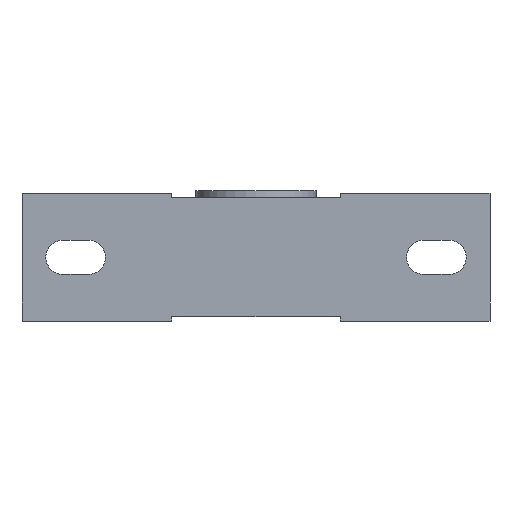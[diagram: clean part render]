
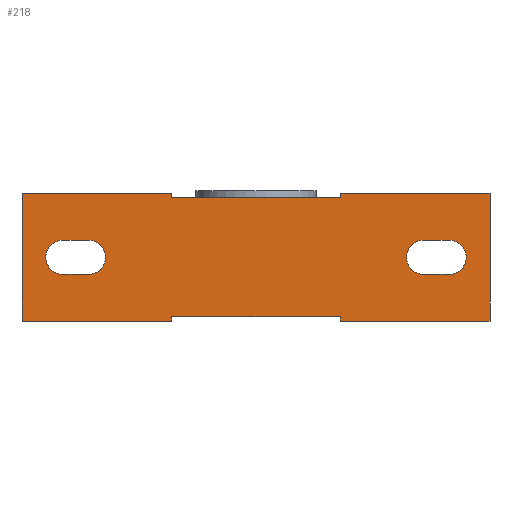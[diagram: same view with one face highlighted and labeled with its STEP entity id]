
A CAD part, front view. The second image highlights one B-rep face of the part: STEP entity #218.
In plain terms, the highlighted planar face has unit normal (0, -1, 0).
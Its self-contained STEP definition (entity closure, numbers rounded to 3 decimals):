
#218 = ADVANCED_FACE( '', ( #487, #488, #489 ), #490, .F. );
#487 = FACE_BOUND( '', #817, .T. );
#488 = FACE_BOUND( '', #818, .T. );
#489 = FACE_OUTER_BOUND( '', #819, .T. );
#490 = PLANE( '', #820 );
#817 = EDGE_LOOP( '', ( #1310, #1311, #1312, #1313 ) );
#818 = EDGE_LOOP( '', ( #1314, #1315, #1316, #1317 ) );
#819 = EDGE_LOOP( '', ( #1318, #1319, #1320, #1321, #1322, #1323, #1324, #1325, #1326, #1327, #1328, #1329 ) );
#820 = AXIS2_PLACEMENT_3D( '', #1330, #1331, #1332 );
#1310 = ORIENTED_EDGE( '', *, *, #1789, .T. );
#1311 = ORIENTED_EDGE( '', *, *, #1942, .T. );
#1312 = ORIENTED_EDGE( '', *, *, #1943, .T. );
#1313 = ORIENTED_EDGE( '', *, *, #1944, .T. );
#1314 = ORIENTED_EDGE( '', *, *, #1884, .T. );
#1315 = ORIENTED_EDGE( '', *, *, #1945, .T. );
#1316 = ORIENTED_EDGE( '', *, *, #1889, .T. );
#1317 = ORIENTED_EDGE( '', *, *, #1946, .T. );
#1318 = ORIENTED_EDGE( '', *, *, #1947, .F. );
#1319 = ORIENTED_EDGE( '', *, *, #1938, .F. );
#1320 = ORIENTED_EDGE( '', *, *, #1806, .F. );
#1321 = ORIENTED_EDGE( '', *, *, #1948, .F. );
#1322 = ORIENTED_EDGE( '', *, *, #1949, .F. );
#1323 = ORIENTED_EDGE( '', *, *, #1950, .F. );
#1324 = ORIENTED_EDGE( '', *, *, #1951, .F. );
#1325 = ORIENTED_EDGE( '', *, *, #1952, .F. );
#1326 = ORIENTED_EDGE( '', *, *, #1953, .F. );
#1327 = ORIENTED_EDGE( '', *, *, #1954, .F. );
#1328 = ORIENTED_EDGE( '', *, *, #1873, .F. );
#1329 = ORIENTED_EDGE( '', *, *, #1878, .F. );
#1330 = CARTESIAN_POINT( '', ( 0., -75., 0. ) );
#1331 = DIRECTION( '', ( 0., 1., 0. ) );
#1332 = DIRECTION( '', ( 0., 0., 1. ) );
#1789 = EDGE_CURVE( '', #2091, #2092, #2093, .T. );
#1806 = EDGE_CURVE( '', #2122, #2123, #2124, .T. );
#1873 = EDGE_CURVE( '', #2231, #2232, #2233, .T. );
#1878 = EDGE_CURVE( '', #2240, #2231, #2241, .T. );
#1884 = EDGE_CURVE( '', #2249, #2250, #2251, .T. );
#1889 = EDGE_CURVE( '', #2258, #2259, #2260, .T. );
#1938 = EDGE_CURVE( '', #2123, #2332, #2333, .T. );
#1942 = EDGE_CURVE( '', #2092, #2338, #2339, .T. );
#1943 = EDGE_CURVE( '', #2338, #2340, #2341, .T. );
#1944 = EDGE_CURVE( '', #2340, #2091, #2342, .T. );
#1945 = EDGE_CURVE( '', #2250, #2258, #2343, .T. );
#1946 = EDGE_CURVE( '', #2259, #2249, #2344, .T. );
#1947 = EDGE_CURVE( '', #2332, #2240, #2345, .T. );
#1948 = EDGE_CURVE( '', #2346, #2122, #2347, .T. );
#1949 = EDGE_CURVE( '', #2348, #2346, #2349, .T. );
#1950 = EDGE_CURVE( '', #2350, #2348, #2351, .T. );
#1951 = EDGE_CURVE( '', #2352, #2350, #2353, .T. );
#1952 = EDGE_CURVE( '', #2354, #2352, #2355, .T. );
#1953 = EDGE_CURVE( '', #2356, #2354, #2357, .T. );
#1954 = EDGE_CURVE( '', #2232, #2356, #2358, .T. );
#2091 = VERTEX_POINT( '', #2607 );
#2092 = VERTEX_POINT( '', #2608 );
#2093 = LINE( '', #2609, #2610 );
#2122 = VERTEX_POINT( '', #2650 );
#2123 = VERTEX_POINT( '', #2651 );
#2124 = LINE( '', #2652, #2653 );
#2231 = VERTEX_POINT( '', #2946 );
#2232 = VERTEX_POINT( '', #2947 );
#2233 = LINE( '', #2948, #2949 );
#2240 = VERTEX_POINT( '', #2959 );
#2241 = LINE( '', #2960, #2961 );
#2249 = VERTEX_POINT( '', #3054 );
#2250 = VERTEX_POINT( '', #3055 );
#2251 = LINE( '', #3056, #3057 );
#2258 = VERTEX_POINT( '', #3067 );
#2259 = VERTEX_POINT( '', #3068 );
#2260 = LINE( '', #3069, #3070 );
#2332 = VERTEX_POINT( '', #3176 );
#2333 = LINE( '', #3177, #3178 );
#2338 = VERTEX_POINT( '', #3185 );
#2339 = CIRCLE( '', #3186, 10. );
#2340 = VERTEX_POINT( '', #3187 );
#2341 = LINE( '', #3188, #3189 );
#2342 = CIRCLE( '', #3190, 10. );
#2343 = CIRCLE( '', #3191, 10. );
#2344 = CIRCLE( '', #3192, 10. );
#2345 = LINE( '', #3193, #3194 );
#2346 = VERTEX_POINT( '', #3195 );
#2347 = LINE( '', #3196, #3197 );
#2348 = VERTEX_POINT( '', #3198 );
#2349 = LINE( '', #3199, #3200 );
#2350 = VERTEX_POINT( '', #3201 );
#2351 = LINE( '', #3202, #3203 );
#2352 = VERTEX_POINT( '', #3204 );
#2353 = LINE( '', #3205, #3206 );
#2354 = VERTEX_POINT( '', #3207 );
#2355 = LINE( '', #3208, #3209 );
#2356 = VERTEX_POINT( '', #3210 );
#2357 = LINE( '', #3211, #3212 );
#2358 = LINE( '', #3213, #3214 );
#2607 = CARTESIAN_POINT( '', ( -98.5, -75., -10. ) );
#2608 = CARTESIAN_POINT( '', ( -113.5, -75., -10. ) );
#2609 = CARTESIAN_POINT( '', ( -98.5, -75., -10. ) );
#2610 = VECTOR( '', #3575, 1000. );
#2650 = CARTESIAN_POINT( '', ( -49.5, -75., -35. ) );
#2651 = CARTESIAN_POINT( '', ( -49.5, -75., -37.5 ) );
#2652 = CARTESIAN_POINT( '', ( -49.5, -75., -35. ) );
#2653 = VECTOR( '', #3593, 1000. );
#2946 = CARTESIAN_POINT( '', ( -49.5, -75., 37.5 ) );
#2947 = CARTESIAN_POINT( '', ( -49.5, -75., 35. ) );
#2948 = CARTESIAN_POINT( '', ( -49.5, -75., 37.5 ) );
#2949 = VECTOR( '', #3667, 1000. );
#2959 = CARTESIAN_POINT( '', ( -137.5, -75., 37.5 ) );
#2960 = CARTESIAN_POINT( '', ( -137.5, -75., 37.5 ) );
#2961 = VECTOR( '', #3671, 1000. );
#3054 = CARTESIAN_POINT( '', ( 113.5, -75., -10. ) );
#3055 = CARTESIAN_POINT( '', ( 98.5, -75., -10. ) );
#3056 = CARTESIAN_POINT( '', ( 113.5, -75., -10. ) );
#3057 = VECTOR( '', #3674, 1000. );
#3067 = CARTESIAN_POINT( '', ( 98.5, -75., 10. ) );
#3068 = CARTESIAN_POINT( '', ( 113.5, -75., 10. ) );
#3069 = CARTESIAN_POINT( '', ( 98.5, -75., 10. ) );
#3070 = VECTOR( '', #3678, 1000. );
#3176 = CARTESIAN_POINT( '', ( -137.5, -75., -37.5 ) );
#3177 = CARTESIAN_POINT( '', ( -49.5, -75., -37.5 ) );
#3178 = VECTOR( '', #3727, 1000. );
#3185 = CARTESIAN_POINT( '', ( -113.5, -75., 10. ) );
#3186 = AXIS2_PLACEMENT_3D( '', #3730, #3731, #3732 );
#3187 = CARTESIAN_POINT( '', ( -98.5, -75., 10. ) );
#3188 = CARTESIAN_POINT( '', ( -113.5, -75., 10. ) );
#3189 = VECTOR( '', #3733, 1000. );
#3190 = AXIS2_PLACEMENT_3D( '', #3734, #3735, #3736 );
#3191 = AXIS2_PLACEMENT_3D( '', #3737, #3738, #3739 );
#3192 = AXIS2_PLACEMENT_3D( '', #3740, #3741, #3742 );
#3193 = CARTESIAN_POINT( '', ( -137.5, -75., -37.5 ) );
#3194 = VECTOR( '', #3743, 1000. );
#3195 = CARTESIAN_POINT( '', ( 49.5, -75., -35. ) );
#3196 = CARTESIAN_POINT( '', ( 49.5, -75., -35. ) );
#3197 = VECTOR( '', #3744, 1000. );
#3198 = CARTESIAN_POINT( '', ( 49.5, -75., -37.5 ) );
#3199 = CARTESIAN_POINT( '', ( 49.5, -75., -37.5 ) );
#3200 = VECTOR( '', #3745, 1000. );
#3201 = CARTESIAN_POINT( '', ( 137.5, -75., -37.5 ) );
#3202 = CARTESIAN_POINT( '', ( 137.5, -75., -37.5 ) );
#3203 = VECTOR( '', #3746, 1000. );
#3204 = CARTESIAN_POINT( '', ( 137.5, -75., 37.5 ) );
#3205 = CARTESIAN_POINT( '', ( 137.5, -75., 37.5 ) );
#3206 = VECTOR( '', #3747, 1000. );
#3207 = CARTESIAN_POINT( '', ( 49.5, -75., 37.5 ) );
#3208 = CARTESIAN_POINT( '', ( 49.5, -75., 37.5 ) );
#3209 = VECTOR( '', #3748, 1000. );
#3210 = CARTESIAN_POINT( '', ( 49.5, -75., 35. ) );
#3211 = CARTESIAN_POINT( '', ( 49.5, -75., 35. ) );
#3212 = VECTOR( '', #3749, 1000. );
#3213 = CARTESIAN_POINT( '', ( -49.5, -75., 35. ) );
#3214 = VECTOR( '', #3750, 1000. );
#3575 = DIRECTION( '', ( -1., 0., 0. ) );
#3593 = DIRECTION( '', ( 0., 0., -1. ) );
#3667 = DIRECTION( '', ( 0., 0., -1. ) );
#3671 = DIRECTION( '', ( 1., 0., 0. ) );
#3674 = DIRECTION( '', ( -1., 0., 0. ) );
#3678 = DIRECTION( '', ( 1., 0., 0. ) );
#3727 = DIRECTION( '', ( -1., 0., 0. ) );
#3730 = CARTESIAN_POINT( '', ( -113.5, -75., 0. ) );
#3731 = DIRECTION( '', ( 0., 1., 0. ) );
#3732 = DIRECTION( '', ( 1., 0., 0. ) );
#3733 = DIRECTION( '', ( 1., 0., 0. ) );
#3734 = CARTESIAN_POINT( '', ( -98.5, -75., 0. ) );
#3735 = DIRECTION( '', ( 0., 1., 0. ) );
#3736 = DIRECTION( '', ( 1., 0., 0. ) );
#3737 = CARTESIAN_POINT( '', ( 98.5, -75., 0. ) );
#3738 = DIRECTION( '', ( 0., 1., 0. ) );
#3739 = DIRECTION( '', ( 1., 0., 0. ) );
#3740 = CARTESIAN_POINT( '', ( 113.5, -75., 0. ) );
#3741 = DIRECTION( '', ( 0., 1., 0. ) );
#3742 = DIRECTION( '', ( 1., 0., 0. ) );
#3743 = DIRECTION( '', ( 0., 0., 1. ) );
#3744 = DIRECTION( '', ( -1., 0., 0. ) );
#3745 = DIRECTION( '', ( 0., 0., 1. ) );
#3746 = DIRECTION( '', ( -1., 0., 0. ) );
#3747 = DIRECTION( '', ( 0., 0., -1. ) );
#3748 = DIRECTION( '', ( 1., 0., 0. ) );
#3749 = DIRECTION( '', ( 0., 0., 1. ) );
#3750 = DIRECTION( '', ( 1., 0., 0. ) );
